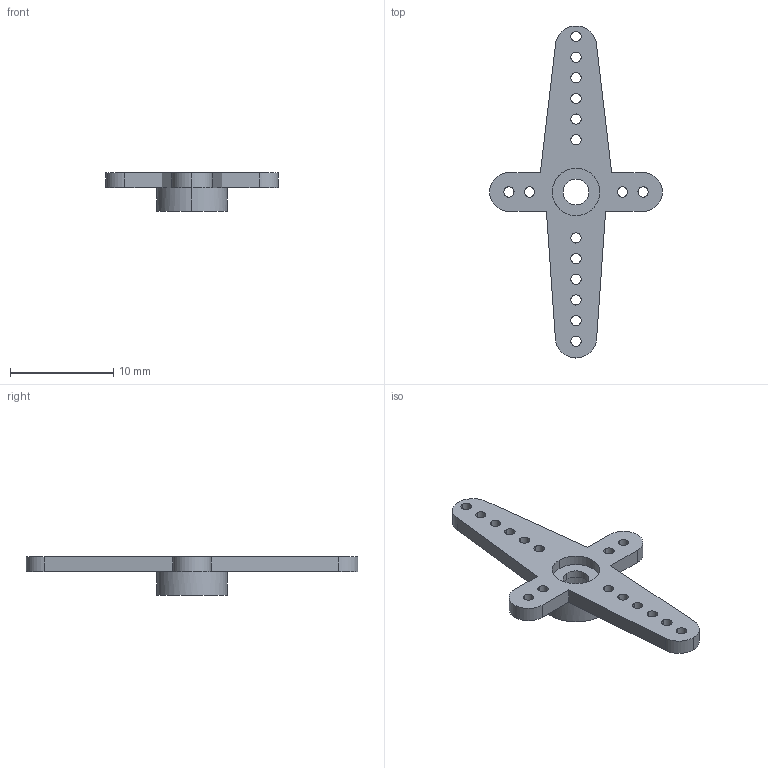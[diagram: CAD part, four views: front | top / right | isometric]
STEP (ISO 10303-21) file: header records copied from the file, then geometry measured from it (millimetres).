
FILE_DESCRIPTION(('STEP AP214'),'1');
FILE_NAME('SG90 arm quad.stp','2018-06-01T15:20:51',(' '),(' '),'Spatial InterOp 3D',' ',' ');
FILE_SCHEMA(('automotive_design'));
Length unit declared in the file: millimetre
Products named in the file (3): 9g servo arm; servo arm quad; SG90 arm quad
Assembly tree (2 placements, depth 3):
  SG90 arm quad
    9g servo arm
      servo arm quad
Bounding box: 16.75 x 32.14 x 3.75 mm (x, y, z)
Volume: 299.2 mm3; surface area: 659.9 mm2
Topology: 1 solids, 1 shells, 59 faces, 186 edges, 131 vertices
Faces by surface type: cylinder 45, plane 14
Entity records: 2786 total; most frequent: DIRECTION 429, CARTESIAN_POINT 380, ORIENTED_EDGE 372, EDGE_CURVE 186, AXIS2_PLACEMENT_3D 180, VERTEX_POINT 131, CIRCLE 117, EDGE_LOOP 95
